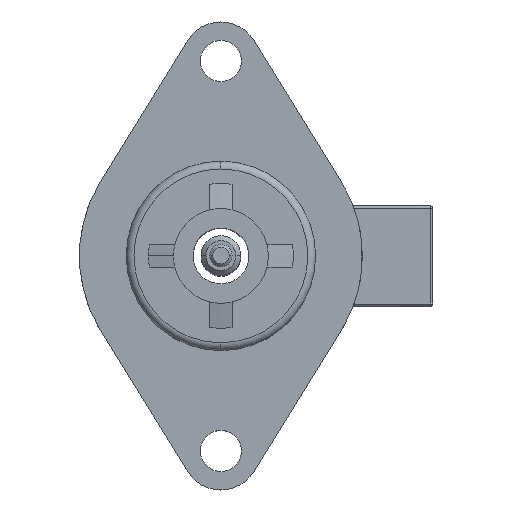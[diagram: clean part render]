
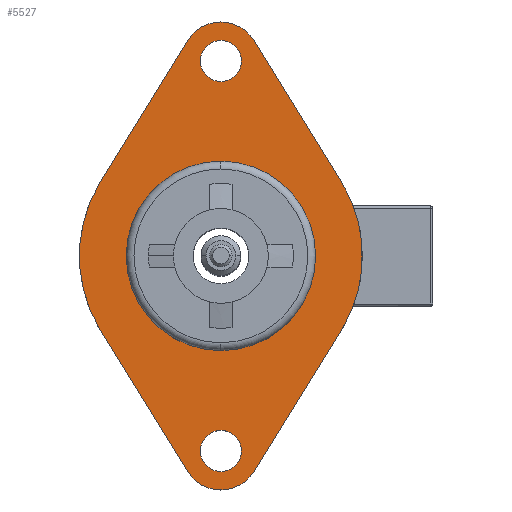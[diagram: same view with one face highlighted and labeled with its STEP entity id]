
A CAD part, top view. The second image highlights one B-rep face of the part: STEP entity #5527.
In plain terms, the highlighted face is planar.
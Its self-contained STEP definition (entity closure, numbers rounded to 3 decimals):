
#36 = EDGE_CURVE ( 'NONE', #3196, #1708, #773, .T. ) ;
#57 = AXIS2_PLACEMENT_3D ( 'NONE', #1781, #4462, #2273 ) ;
#62 = VERTEX_POINT ( 'NONE', #4672 ) ;
#83 = DIRECTION ( 'NONE',  ( 0., 0.851, 0.526 ) ) ;
#96 = DIRECTION ( 'NONE',  ( -1., 0., 0. ) ) ;
#101 = AXIS2_PLACEMENT_3D ( 'NONE', #2389, #255, #4573 ) ;
#135 = EDGE_LOOP ( 'NONE', ( #4242, #560 ) ) ;
#144 = ORIENTED_EDGE ( 'NONE', *, *, #811, .T. ) ;
#155 = CIRCLE ( 'NONE', #3367, 3.5 ) ;
#255 = DIRECTION ( 'NONE',  ( -1., 0., 0. ) ) ;
#266 = EDGE_LOOP ( 'NONE', ( #2053, #2279 ) ) ;
#286 = EDGE_CURVE ( 'NONE', #2065, #5649, #5589, .T. ) ;
#319 = CARTESIAN_POINT ( 'NONE',  ( 6.01, 17.5, 0. ) ) ;
#357 = EDGE_CURVE ( 'NONE', #2402, #2065, #3498, .T. ) ;
#456 = AXIS2_PLACEMENT_3D ( 'NONE', #319, #5476, #4698 ) ;
#481 = EDGE_CURVE ( 'NONE', #1592, #5222, #3785, .T. ) ;
#560 = ORIENTED_EDGE ( 'NONE', *, *, #4327, .F. ) ;
#657 = DIRECTION ( 'NONE',  ( 0., 0.851, -0.526 ) ) ;
#717 = DIRECTION ( 'NONE',  ( -1., 0., 0. ) ) ;
#725 = CARTESIAN_POINT ( 'NONE',  ( 6.01, -17.5, 0. ) ) ;
#739 = EDGE_CURVE ( 'NONE', #2844, #2402, #1888, .T. ) ;
#772 = DIRECTION ( 'NONE',  ( 0., -1., 0. ) ) ;
#773 = CIRCLE ( 'NONE', #2440, 8.5 ) ;
#783 = CARTESIAN_POINT ( 'NONE',  ( 6.01, -6.677, 10.803 ) ) ;
#811 = EDGE_CURVE ( 'NONE', #5222, #4245, #3859, .T. ) ;
#891 = AXIS2_PLACEMENT_3D ( 'NONE', #2448, #4186, #3322 ) ;
#969 = CARTESIAN_POINT ( 'NONE',  ( 6.01, 15.65, 0. ) ) ;
#1119 = DIRECTION ( 'NONE',  ( -1., 0., 0. ) ) ;
#1260 = DIRECTION ( 'NONE',  ( -1., 0., 0. ) ) ;
#1276 = CIRCLE ( 'NONE', #4395, 1.85 ) ;
#1306 = EDGE_CURVE ( 'NONE', #5481, #5479, #1729, .T. ) ;
#1343 = CARTESIAN_POINT ( 'NONE',  ( 6.01, -19.34, -2.977 ) ) ;
#1366 = EDGE_CURVE ( 'NONE', #5479, #5481, #1276, .T. ) ;
#1388 = ORIENTED_EDGE ( 'NONE', *, *, #3641, .T. ) ;
#1401 = CARTESIAN_POINT ( 'NONE',  ( 6.01, 19.34, -2.977 ) ) ;
#1545 = CARTESIAN_POINT ( 'NONE',  ( 6.01, -19.35, 0. ) ) ;
#1566 = CARTESIAN_POINT ( 'NONE',  ( 6.01, 19.35, 0. ) ) ;
#1592 = VERTEX_POINT ( 'NONE', #2039 ) ;
#1607 = DIRECTION ( 'NONE',  ( 0., -1., 0. ) ) ;
#1622 = CARTESIAN_POINT ( 'NONE',  ( 6.01, 6.677, 10.803 ) ) ;
#1635 = CARTESIAN_POINT ( 'NONE',  ( 6.01, 0., 0. ) ) ;
#1708 = VERTEX_POINT ( 'NONE', #3488 ) ;
#1729 = CIRCLE ( 'NONE', #2385, 1.85 ) ;
#1749 = EDGE_LOOP ( 'NONE', ( #2266, #2731 ) ) ;
#1760 = AXIS2_PLACEMENT_3D ( 'NONE', #3306, #1119, #1607 ) ;
#1781 = CARTESIAN_POINT ( 'NONE',  ( 6.01, 17.5, 0. ) ) ;
#1800 = CIRCLE ( 'NONE', #57, 3.5 ) ;
#1870 = DIRECTION ( 'NONE',  ( 0., 1., 0. ) ) ;
#1888 = LINE ( 'NONE', #5475, #4350 ) ;
#1931 = AXIS2_PLACEMENT_3D ( 'NONE', #1635, #1260, #3025 ) ;
#1932 = AXIS2_PLACEMENT_3D ( 'NONE', #725, #2493, #4235 ) ;
#1977 = FACE_BOUND ( 'NONE', #266, .T. ) ;
#2007 = PLANE ( 'NONE',  #891 ) ;
#2039 = CARTESIAN_POINT ( 'NONE',  ( 6.01, 6.677, -10.803 ) ) ;
#2053 = ORIENTED_EDGE ( 'NONE', *, *, #4429, .F. ) ;
#2065 = VERTEX_POINT ( 'NONE', #1622 ) ;
#2195 = CARTESIAN_POINT ( 'NONE',  ( 6.01, 17.5, 0. ) ) ;
#2226 = DIRECTION ( 'NONE',  ( 0., -1., 0. ) ) ;
#2266 = ORIENTED_EDGE ( 'NONE', *, *, #1306, .F. ) ;
#2273 = DIRECTION ( 'NONE',  ( 0., -1., 0. ) ) ;
#2279 = ORIENTED_EDGE ( 'NONE', *, *, #36, .F. ) ;
#2280 = CARTESIAN_POINT ( 'NONE',  ( 6.01, -17.5, 0. ) ) ;
#2385 = AXIS2_PLACEMENT_3D ( 'NONE', #2195, #5311, #2226 ) ;
#2389 = CARTESIAN_POINT ( 'NONE',  ( 6.01, -17.5, 0. ) ) ;
#2402 = VERTEX_POINT ( 'NONE', #783 ) ;
#2404 = CIRCLE ( 'NONE', #456, 3.5 ) ;
#2419 = FACE_BOUND ( 'NONE', #135, .T. ) ;
#2431 = CARTESIAN_POINT ( 'NONE',  ( 6.01, 0., 0. ) ) ;
#2440 = AXIS2_PLACEMENT_3D ( 'NONE', #2431, #3338, #4200 ) ;
#2448 = CARTESIAN_POINT ( 'NONE',  ( 6.01, -17.5, 0. ) ) ;
#2481 = CARTESIAN_POINT ( 'NONE',  ( 6.01, 19.34, 2.977 ) ) ;
#2493 = DIRECTION ( 'NONE',  ( -1., 0., 0. ) ) ;
#2680 = DIRECTION ( 'NONE',  ( 0., -0.851, 0.526 ) ) ;
#2693 = CIRCLE ( 'NONE', #101, 1.85 ) ;
#2731 = ORIENTED_EDGE ( 'NONE', *, *, #1366, .F. ) ;
#2786 = VECTOR ( 'NONE', #657, 1000. ) ;
#2844 = VERTEX_POINT ( 'NONE', #4638 ) ;
#2868 = ORIENTED_EDGE ( 'NONE', *, *, #357, .T. ) ;
#2870 = CIRCLE ( 'NONE', #1932, 1.85 ) ;
#2910 = DIRECTION ( 'NONE',  ( 0., -0.851, -0.526 ) ) ;
#3025 = DIRECTION ( 'NONE',  ( 0., 1., 0. ) ) ;
#3029 = CARTESIAN_POINT ( 'NONE',  ( 6.01, 21., 0. ) ) ;
#3043 = ORIENTED_EDGE ( 'NONE', *, *, #481, .T. ) ;
#3101 = VECTOR ( 'NONE', #2680, 1000. ) ;
#3196 = VERTEX_POINT ( 'NONE', #4416 ) ;
#3254 = CARTESIAN_POINT ( 'NONE',  ( 6.01, 17.5, 0. ) ) ;
#3299 = FACE_OUTER_BOUND ( 'NONE', #4928, .T. ) ;
#3306 = CARTESIAN_POINT ( 'NONE',  ( 6.01, 0., 0. ) ) ;
#3322 = DIRECTION ( 'NONE',  ( 0., 1., 0. ) ) ;
#3338 = DIRECTION ( 'NONE',  ( -1., 0., 0. ) ) ;
#3367 = AXIS2_PLACEMENT_3D ( 'NONE', #2280, #4001, #1870 ) ;
#3488 = CARTESIAN_POINT ( 'NONE',  ( 6.01, 8.5, 0. ) ) ;
#3498 = CIRCLE ( 'NONE', #1760, 12.7 ) ;
#3534 = EDGE_CURVE ( 'NONE', #3899, #62, #2870, .T. ) ;
#3596 = ORIENTED_EDGE ( 'NONE', *, *, #739, .T. ) ;
#3641 = EDGE_CURVE ( 'NONE', #3784, #3815, #2404, .T. ) ;
#3652 = ORIENTED_EDGE ( 'NONE', *, *, #5383, .T. ) ;
#3676 = ORIENTED_EDGE ( 'NONE', *, *, #5641, .T. ) ;
#3730 = CARTESIAN_POINT ( 'NONE',  ( 6.01, 19.34, -2.977 ) ) ;
#3784 = VERTEX_POINT ( 'NONE', #3029 ) ;
#3785 = CIRCLE ( 'NONE', #5544, 12.7 ) ;
#3815 = VERTEX_POINT ( 'NONE', #1401 ) ;
#3857 = CARTESIAN_POINT ( 'NONE',  ( 6.01, 0., 0. ) ) ;
#3859 = LINE ( 'NONE', #1343, #3101 ) ;
#3899 = VERTEX_POINT ( 'NONE', #1545 ) ;
#4001 = DIRECTION ( 'NONE',  ( -1., 0., 0. ) ) ;
#4159 = FACE_BOUND ( 'NONE', #1749, .T. ) ;
#4186 = DIRECTION ( 'NONE',  ( 1., 0., 0. ) ) ;
#4200 = DIRECTION ( 'NONE',  ( 0., 1., 0. ) ) ;
#4235 = DIRECTION ( 'NONE',  ( 0., -1., 0. ) ) ;
#4242 = ORIENTED_EDGE ( 'NONE', *, *, #3534, .F. ) ;
#4245 = VERTEX_POINT ( 'NONE', #5418 ) ;
#4327 = EDGE_CURVE ( 'NONE', #62, #3899, #2693, .T. ) ;
#4350 = VECTOR ( 'NONE', #83, 1000. ) ;
#4395 = AXIS2_PLACEMENT_3D ( 'NONE', #3254, #717, #5023 ) ;
#4416 = CARTESIAN_POINT ( 'NONE',  ( 6.01, -8.5, 0. ) ) ;
#4429 = EDGE_CURVE ( 'NONE', #1708, #3196, #4874, .T. ) ;
#4462 = DIRECTION ( 'NONE',  ( -1., 0., 0. ) ) ;
#4526 = ORIENTED_EDGE ( 'NONE', *, *, #5106, .T. ) ;
#4573 = DIRECTION ( 'NONE',  ( 0., -1., 0. ) ) ;
#4638 = CARTESIAN_POINT ( 'NONE',  ( 6.01, -19.34, 2.977 ) ) ;
#4672 = CARTESIAN_POINT ( 'NONE',  ( 6.01, -15.65, 0. ) ) ;
#4698 = DIRECTION ( 'NONE',  ( 0., -1., 0. ) ) ;
#4782 = LINE ( 'NONE', #3730, #5043 ) ;
#4874 = CIRCLE ( 'NONE', #1931, 8.5 ) ;
#4928 = EDGE_LOOP ( 'NONE', ( #3676, #3596, #2868, #5021, #4526, #1388, #3652, #3043, #144 ) ) ;
#5021 = ORIENTED_EDGE ( 'NONE', *, *, #286, .T. ) ;
#5023 = DIRECTION ( 'NONE',  ( 0., -1., 0. ) ) ;
#5043 = VECTOR ( 'NONE', #2910, 1000. ) ;
#5051 = CARTESIAN_POINT ( 'NONE',  ( 6.01, -6.677, -10.803 ) ) ;
#5106 = EDGE_CURVE ( 'NONE', #5649, #3784, #1800, .T. ) ;
#5222 = VERTEX_POINT ( 'NONE', #5051 ) ;
#5311 = DIRECTION ( 'NONE',  ( -1., 0., 0. ) ) ;
#5383 = EDGE_CURVE ( 'NONE', #3815, #1592, #4782, .T. ) ;
#5403 = CARTESIAN_POINT ( 'NONE',  ( 6.01, 19.34, 2.977 ) ) ;
#5418 = CARTESIAN_POINT ( 'NONE',  ( 6.01, -19.34, -2.977 ) ) ;
#5475 = CARTESIAN_POINT ( 'NONE',  ( 6.01, -19.34, 2.977 ) ) ;
#5476 = DIRECTION ( 'NONE',  ( -1., 0., 0. ) ) ;
#5479 = VERTEX_POINT ( 'NONE', #1566 ) ;
#5481 = VERTEX_POINT ( 'NONE', #969 ) ;
#5527 = ADVANCED_FACE ( 'NONE', ( #2419, #4159, #1977, #3299 ), #2007, .F. ) ;
#5544 = AXIS2_PLACEMENT_3D ( 'NONE', #3857, #96, #772 ) ;
#5589 = LINE ( 'NONE', #2481, #2786 ) ;
#5641 = EDGE_CURVE ( 'NONE', #4245, #2844, #155, .T. ) ;
#5649 = VERTEX_POINT ( 'NONE', #5403 ) ;
